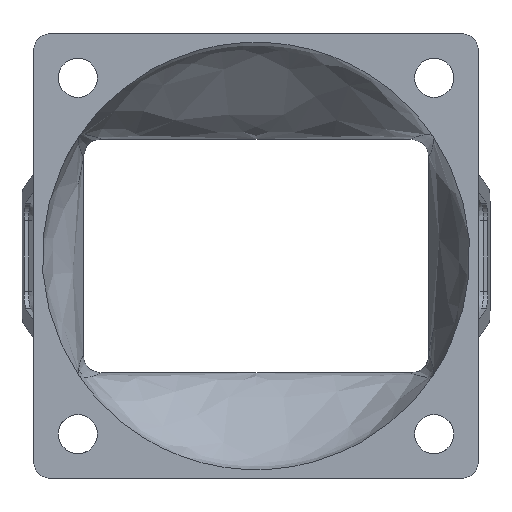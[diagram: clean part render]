
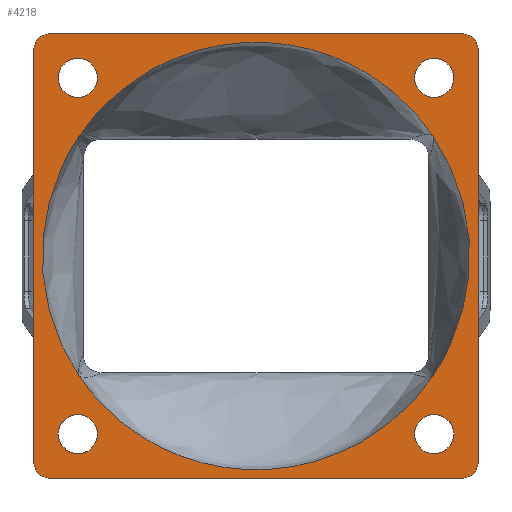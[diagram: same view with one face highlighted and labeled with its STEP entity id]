
A CAD part, front view. The second image highlights one B-rep face of the part: STEP entity #4218.
In plain terms, the highlighted planar face has unit normal (0, -1, 0).
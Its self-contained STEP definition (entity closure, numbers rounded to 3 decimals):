
#150=B_SPLINE_CURVE_WITH_KNOTS('',3,(#9534,#9535,#9536,#9537,#9538,#9539,
#9540,#9541,#9542,#9543),.UNSPECIFIED.,.F.,.F.,(4,1,1,1,1,1,1,4),(-1.,-0.857,
-0.714,-0.571,-0.429,-0.286,
-0.143,0.),.UNSPECIFIED.);
#153=B_SPLINE_CURVE_WITH_KNOTS('',3,(#9591,#9592,#9593,#9594,#9595),
 .UNSPECIFIED.,.F.,.F.,(4,1,4),(-1.,-0.571,0.),
 .UNSPECIFIED.);
#156=B_SPLINE_CURVE_WITH_KNOTS('',3,(#9722,#9723,#9724,#9725,#9726,#9727,
#9728,#9729,#9730,#9731),.UNSPECIFIED.,.F.,.F.,(4,1,1,1,1,1,1,4),(-1.,-0.857,
-0.714,-0.571,-0.429,-0.286,
-0.143,0.),.UNSPECIFIED.);
#159=B_SPLINE_CURVE_WITH_KNOTS('',3,(#9831,#9832,#9833,#9834,#9835),
 .UNSPECIFIED.,.F.,.F.,(4,1,4),(-1.,-0.571,0.),
 .UNSPECIFIED.);
#192=FACE_BOUND('',#837,.T.);
#193=FACE_BOUND('',#838,.T.);
#194=FACE_BOUND('',#839,.T.);
#195=FACE_BOUND('',#840,.T.);
#196=FACE_BOUND('',#841,.T.);
#346=PLANE('',#4563);
#585=FACE_OUTER_BOUND('',#836,.T.);
#836=EDGE_LOOP('',(#3906,#3907,#3908,#3909,#3910,#3911,#3912,#3913));
#837=EDGE_LOOP('',(#3914));
#838=EDGE_LOOP('',(#3915));
#839=EDGE_LOOP('',(#3916));
#840=EDGE_LOOP('',(#3917));
#841=EDGE_LOOP('',(#3918,#3919,#3920,#3921));
#1198=LINE('',#10040,#1566);
#1202=LINE('',#10049,#1570);
#1205=LINE('',#10057,#1573);
#1208=LINE('',#10065,#1576);
#1566=VECTOR('',#5560,10.);
#1570=VECTOR('',#5570,10.);
#1573=VECTOR('',#5579,10.);
#1576=VECTOR('',#5588,10.);
#1638=CIRCLE('',#4423,1.1);
#1639=CIRCLE('',#4425,1.1);
#1640=CIRCLE('',#4427,1.1);
#1641=CIRCLE('',#4429,1.1);
#1692=CIRCLE('',#4553,1.);
#1693=CIRCLE('',#4556,1.);
#1694=CIRCLE('',#4559,1.);
#1695=CIRCLE('',#4562,1.);
#1916=VERTEX_POINT('',#6726);
#1919=VERTEX_POINT('',#6787);
#1922=VERTEX_POINT('',#6845);
#1925=VERTEX_POINT('',#6903);
#2054=VERTEX_POINT('',#9465);
#2055=VERTEX_POINT('',#9533);
#2058=VERTEX_POINT('',#9579);
#2061=VERTEX_POINT('',#9711);
#2072=VERTEX_POINT('',#10038);
#2073=VERTEX_POINT('',#10039);
#2074=VERTEX_POINT('',#10044);
#2075=VERTEX_POINT('',#10048);
#2076=VERTEX_POINT('',#10052);
#2077=VERTEX_POINT('',#10056);
#2078=VERTEX_POINT('',#10060);
#2079=VERTEX_POINT('',#10064);
#2423=EDGE_CURVE('',#1916,#1916,#1638,.T.);
#2427=EDGE_CURVE('',#1919,#1919,#1639,.T.);
#2431=EDGE_CURVE('',#1922,#1922,#1640,.T.);
#2435=EDGE_CURVE('',#1925,#1925,#1641,.T.);
#2643=EDGE_CURVE('',#2055,#2054,#150,.T.);
#2648=EDGE_CURVE('',#2054,#2058,#153,.T.);
#2656=EDGE_CURVE('',#2058,#2061,#156,.T.);
#2663=EDGE_CURVE('',#2061,#2055,#159,.T.);
#2678=EDGE_CURVE('',#2072,#2073,#1198,.T.);
#2681=EDGE_CURVE('',#2074,#2072,#1692,.T.);
#2683=EDGE_CURVE('',#2075,#2074,#1202,.T.);
#2685=EDGE_CURVE('',#2076,#2075,#1693,.T.);
#2687=EDGE_CURVE('',#2077,#2076,#1205,.T.);
#2689=EDGE_CURVE('',#2078,#2077,#1694,.T.);
#2691=EDGE_CURVE('',#2079,#2078,#1208,.T.);
#2693=EDGE_CURVE('',#2073,#2079,#1695,.T.);
#3906=ORIENTED_EDGE('',*,*,#2693,.F.);
#3907=ORIENTED_EDGE('',*,*,#2678,.F.);
#3908=ORIENTED_EDGE('',*,*,#2681,.F.);
#3909=ORIENTED_EDGE('',*,*,#2683,.F.);
#3910=ORIENTED_EDGE('',*,*,#2685,.F.);
#3911=ORIENTED_EDGE('',*,*,#2687,.F.);
#3912=ORIENTED_EDGE('',*,*,#2689,.F.);
#3913=ORIENTED_EDGE('',*,*,#2691,.F.);
#3914=ORIENTED_EDGE('',*,*,#2423,.T.);
#3915=ORIENTED_EDGE('',*,*,#2427,.T.);
#3916=ORIENTED_EDGE('',*,*,#2431,.T.);
#3917=ORIENTED_EDGE('',*,*,#2435,.T.);
#3918=ORIENTED_EDGE('',*,*,#2663,.T.);
#3919=ORIENTED_EDGE('',*,*,#2643,.T.);
#3920=ORIENTED_EDGE('',*,*,#2648,.T.);
#3921=ORIENTED_EDGE('',*,*,#2656,.T.);
#4218=ADVANCED_FACE('',(#585,#192,#193,#194,#195,#196),#346,.F.);
#4423=AXIS2_PLACEMENT_3D('',#6727,#5179,#5180);
#4425=AXIS2_PLACEMENT_3D('',#6788,#5184,#5185);
#4427=AXIS2_PLACEMENT_3D('',#6846,#5189,#5190);
#4429=AXIS2_PLACEMENT_3D('',#6904,#5194,#5195);
#4553=AXIS2_PLACEMENT_3D('',#10045,#5565,#5566);
#4556=AXIS2_PLACEMENT_3D('',#10053,#5574,#5575);
#4559=AXIS2_PLACEMENT_3D('',#10061,#5583,#5584);
#4562=AXIS2_PLACEMENT_3D('',#10068,#5592,#5593);
#4563=AXIS2_PLACEMENT_3D('',#10069,#5594,#5595);
#5179=DIRECTION('center_axis',(0.,1.,0.));
#5180=DIRECTION('ref_axis',(1.,0.,0.));
#5184=DIRECTION('center_axis',(0.,1.,0.));
#5185=DIRECTION('ref_axis',(1.,0.,0.));
#5189=DIRECTION('center_axis',(0.,1.,0.));
#5190=DIRECTION('ref_axis',(1.,0.,0.));
#5194=DIRECTION('center_axis',(0.,1.,0.));
#5195=DIRECTION('ref_axis',(1.,0.,0.));
#5560=DIRECTION('',(0.,0.,1.));
#5565=DIRECTION('center_axis',(0.,1.,0.));
#5566=DIRECTION('ref_axis',(0.,0.,
-1.));
#5570=DIRECTION('',(-1.,0.,0.));
#5574=DIRECTION('center_axis',(0.,1.,0.));
#5575=DIRECTION('ref_axis',(1.,0.,0.));
#5579=DIRECTION('',(0.,0.,-1.));
#5583=DIRECTION('center_axis',(0.,1.,0.));
#5584=DIRECTION('ref_axis',(0.,0.,1.));
#5588=DIRECTION('',(1.,0.,0.));
#5592=DIRECTION('center_axis',(0.,1.,0.));
#5593=DIRECTION('ref_axis',(-1.,0.,0.));
#5594=DIRECTION('center_axis',(0.,1.,0.));
#5595=DIRECTION('ref_axis',(-1.,0.,0.));
#6726=CARTESIAN_POINT('',(8.9,-17.,59.375));
#6727=CARTESIAN_POINT('Origin',(10.,-17.,59.375));
#6787=CARTESIAN_POINT('',(8.9,-17.,39.375));
#6788=CARTESIAN_POINT('Origin',(10.,-17.,39.375));
#6845=CARTESIAN_POINT('',(-11.1,-17.,59.375));
#6846=CARTESIAN_POINT('Origin',(-10.,-17.,59.375));
#6903=CARTESIAN_POINT('',(-11.1,-17.,39.375));
#6904=CARTESIAN_POINT('Origin',(-10.,-17.,39.375));
#9465=CARTESIAN_POINT('',(9.939,-17.,56.099));
#9533=CARTESIAN_POINT('',(-9.939,-17.,56.099));
#9534=CARTESIAN_POINT('Ctrl Pts',(-9.939,-17.,56.099));
#9535=CARTESIAN_POINT('Ctrl Pts',(-9.558,-17.,56.662));
#9536=CARTESIAN_POINT('Ctrl Pts',(-8.489,-17.,58.039));
#9537=CARTESIAN_POINT('Ctrl Pts',(-5.756,-17.,60.12));
#9538=CARTESIAN_POINT('Ctrl Pts',(-2.05,-17.,61.43));
#9539=CARTESIAN_POINT('Ctrl Pts',(2.049,-17.,61.427));
#9540=CARTESIAN_POINT('Ctrl Pts',(5.759,-17.,60.122));
#9541=CARTESIAN_POINT('Ctrl Pts',(8.488,-17.,58.038));
#9542=CARTESIAN_POINT('Ctrl Pts',(9.558,-17.,56.662));
#9543=CARTESIAN_POINT('Ctrl Pts',(9.939,-17.,56.099));
#9579=CARTESIAN_POINT('',(9.939,-17.,42.651));
#9591=CARTESIAN_POINT('Ctrl Pts',(9.939,-17.,56.099));
#9592=CARTESIAN_POINT('Ctrl Pts',(11.082,-17.,54.41));
#9593=CARTESIAN_POINT('Ctrl Pts',(12.727,-17.,49.773));
#9594=CARTESIAN_POINT('Ctrl Pts',(11.463,-17.,44.903));
#9595=CARTESIAN_POINT('Ctrl Pts',(9.939,-17.,42.651));
#9711=CARTESIAN_POINT('',(-9.939,-17.,42.651));
#9722=CARTESIAN_POINT('Ctrl Pts',(9.939,-17.,42.651));
#9723=CARTESIAN_POINT('Ctrl Pts',(9.558,-17.,42.088));
#9724=CARTESIAN_POINT('Ctrl Pts',(8.489,-17.,40.711));
#9725=CARTESIAN_POINT('Ctrl Pts',(5.756,-17.,38.63));
#9726=CARTESIAN_POINT('Ctrl Pts',(2.05,-17.,37.32));
#9727=CARTESIAN_POINT('Ctrl Pts',(-2.049,-17.,37.323));
#9728=CARTESIAN_POINT('Ctrl Pts',(-5.759,-17.,38.628));
#9729=CARTESIAN_POINT('Ctrl Pts',(-8.488,-17.,40.712));
#9730=CARTESIAN_POINT('Ctrl Pts',(-9.558,-17.,42.088));
#9731=CARTESIAN_POINT('Ctrl Pts',(-9.939,-17.,42.651));
#9831=CARTESIAN_POINT('Ctrl Pts',(-9.939,-17.,42.651));
#9832=CARTESIAN_POINT('Ctrl Pts',(-11.082,-17.,44.34));
#9833=CARTESIAN_POINT('Ctrl Pts',(-12.727,-17.,48.977));
#9834=CARTESIAN_POINT('Ctrl Pts',(-11.463,-17.,53.847));
#9835=CARTESIAN_POINT('Ctrl Pts',(-9.939,-17.,56.099));
#10038=CARTESIAN_POINT('',(-12.5,-17.,37.875));
#10039=CARTESIAN_POINT('',(-12.5,-17.,60.875));
#10040=CARTESIAN_POINT('',(-12.5,-17.,37.875));
#10044=CARTESIAN_POINT('',(-11.5,-17.,36.875));
#10045=CARTESIAN_POINT('Origin',(-11.5,-17.,37.875));
#10048=CARTESIAN_POINT('',(11.5,-17.,36.875));
#10049=CARTESIAN_POINT('',(11.5,-17.,36.875));
#10052=CARTESIAN_POINT('',(12.5,-17.,37.875));
#10053=CARTESIAN_POINT('Origin',(11.5,-17.,37.875));
#10056=CARTESIAN_POINT('',(12.5,-17.,60.875));
#10057=CARTESIAN_POINT('',(12.5,-17.,60.875));
#10060=CARTESIAN_POINT('',(11.5,-17.,61.875));
#10061=CARTESIAN_POINT('Origin',(11.5,-17.,60.875));
#10064=CARTESIAN_POINT('',(-11.5,-17.,61.875));
#10065=CARTESIAN_POINT('',(-11.5,-17.,61.875));
#10068=CARTESIAN_POINT('Origin',(-11.5,-17.,60.875));
#10069=CARTESIAN_POINT('Origin',(0.,-17.,49.375));
